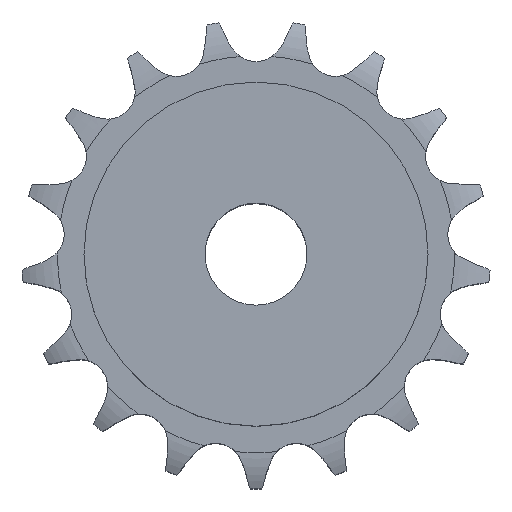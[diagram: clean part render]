
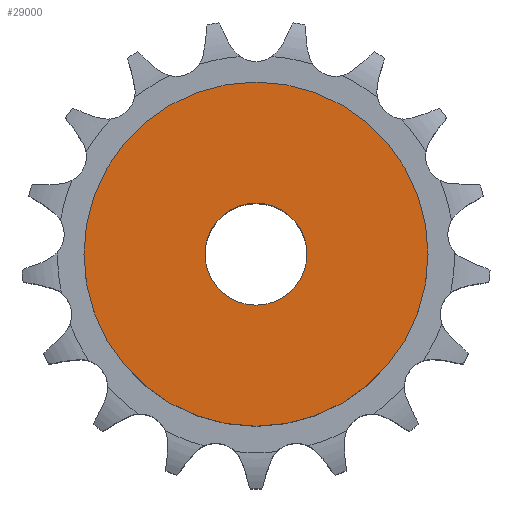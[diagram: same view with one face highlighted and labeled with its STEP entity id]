
A CAD part, top view. The second image highlights one B-rep face of the part: STEP entity #29000.
In plain terms, the highlighted planar face has unit normal (0, 0, 1).
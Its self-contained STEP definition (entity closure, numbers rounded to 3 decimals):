
#15620 = CYLINDRICAL_SURFACE('',#15621,8.);
#15621 = AXIS2_PLACEMENT_3D('',#15622,#15623,#15624);
#15622 = CARTESIAN_POINT('',(0.,0.,126.361));
#15623 = DIRECTION('',(0.,0.,1.));
#15624 = DIRECTION('',(1.,0.,0.));
#19925 = EDGE_CURVE('',#19926,#19926,#19928,.T.);
#19926 = VERTEX_POINT('',#19927);
#19927 = CARTESIAN_POINT('',(8.,0.,50.));
#19928 = SURFACE_CURVE('',#19929,(#19934,#19941),.PCURVE_S1.);
#19929 = CIRCLE('',#19930,8.);
#19930 = AXIS2_PLACEMENT_3D('',#19931,#19932,#19933);
#19931 = CARTESIAN_POINT('',(0.,0.,50.));
#19932 = DIRECTION('',(0.,0.,1.));
#19933 = DIRECTION('',(1.,0.,0.));
#19934 = PCURVE('',#15620,#19935);
#19935 = DEFINITIONAL_REPRESENTATION('',(#19936),#19940);
#19936 = LINE('',#19937,#19938);
#19937 = CARTESIAN_POINT('',(0.,-76.361));
#19938 = VECTOR('',#19939,1.);
#19939 = DIRECTION('',(1.,0.));
#19940 = ( GEOMETRIC_REPRESENTATION_CONTEXT(2) 
PARAMETRIC_REPRESENTATION_CONTEXT() REPRESENTATION_CONTEXT('2D SPACE',''
  ) );
#19941 = PCURVE('',#19942,#19947);
#19942 = PLANE('',#19943);
#19943 = AXIS2_PLACEMENT_3D('',#19944,#19945,#19946);
#19944 = CARTESIAN_POINT('',(0.,0.,50.)
  );
#19945 = DIRECTION('',(0.,0.,1.));
#19946 = DIRECTION('',(1.,0.,0.));
#19947 = DEFINITIONAL_REPRESENTATION('',(#19948),#19952);
#19948 = CIRCLE('',#19949,8.);
#19949 = AXIS2_PLACEMENT_2D('',#19950,#19951);
#19950 = CARTESIAN_POINT('',(0.,0.));
#19951 = DIRECTION('',(1.,0.));
#19952 = ( GEOMETRIC_REPRESENTATION_CONTEXT(2) 
PARAMETRIC_REPRESENTATION_CONTEXT() REPRESENTATION_CONTEXT('2D SPACE',''
  ) );
#29000 = ADVANCED_FACE('',(#29001,#29032),#19942,.T.);
#29001 = FACE_BOUND('',#29002,.T.);
#29002 = EDGE_LOOP('',(#29003));
#29003 = ORIENTED_EDGE('',*,*,#29004,.T.);
#29004 = EDGE_CURVE('',#29005,#29005,#29007,.T.);
#29005 = VERTEX_POINT('',#29006);
#29006 = CARTESIAN_POINT('',(27.,0.,50.));
#29007 = SURFACE_CURVE('',#29008,(#29013,#29020),.PCURVE_S1.);
#29008 = CIRCLE('',#29009,27.);
#29009 = AXIS2_PLACEMENT_3D('',#29010,#29011,#29012);
#29010 = CARTESIAN_POINT('',(0.,0.,50.));
#29011 = DIRECTION('',(0.,0.,1.));
#29012 = DIRECTION('',(1.,0.,0.));
#29013 = PCURVE('',#19942,#29014);
#29014 = DEFINITIONAL_REPRESENTATION('',(#29015),#29019);
#29015 = CIRCLE('',#29016,27.);
#29016 = AXIS2_PLACEMENT_2D('',#29017,#29018);
#29017 = CARTESIAN_POINT('',(0.,0.));
#29018 = DIRECTION('',(1.,0.));
#29019 = ( GEOMETRIC_REPRESENTATION_CONTEXT(2) 
PARAMETRIC_REPRESENTATION_CONTEXT() REPRESENTATION_CONTEXT('2D SPACE',''
  ) );
#29020 = PCURVE('',#29021,#29026);
#29021 = CYLINDRICAL_SURFACE('',#29022,27.);
#29022 = AXIS2_PLACEMENT_3D('',#29023,#29024,#29025);
#29023 = CARTESIAN_POINT('',(0.,0.,0.));
#29024 = DIRECTION('',(-0.,-0.,-1.));
#29025 = DIRECTION('',(1.,0.,0.));
#29026 = DEFINITIONAL_REPRESENTATION('',(#29027),#29031);
#29027 = LINE('',#29028,#29029);
#29028 = CARTESIAN_POINT('',(-0.,-50.));
#29029 = VECTOR('',#29030,1.);
#29030 = DIRECTION('',(-1.,0.));
#29031 = ( GEOMETRIC_REPRESENTATION_CONTEXT(2) 
PARAMETRIC_REPRESENTATION_CONTEXT() REPRESENTATION_CONTEXT('2D SPACE',''
  ) );
#29032 = FACE_BOUND('',#29033,.T.);
#29033 = EDGE_LOOP('',(#29034));
#29034 = ORIENTED_EDGE('',*,*,#19925,.F.);
